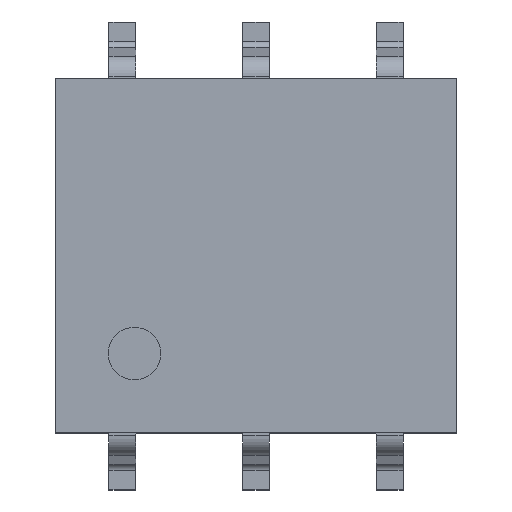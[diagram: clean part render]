
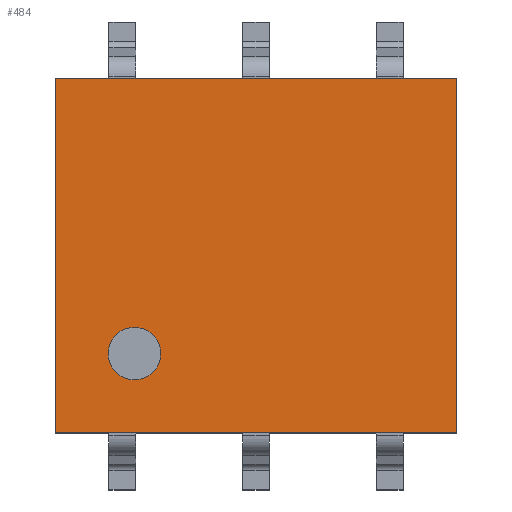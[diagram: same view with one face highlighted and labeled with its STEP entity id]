
A CAD part, top view. The second image highlights one B-rep face of the part: STEP entity #484.
In plain terms, the highlighted planar face has unit normal (0, 0, 1).
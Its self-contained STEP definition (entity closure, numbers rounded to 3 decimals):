
#35 = VERTEX_POINT('',#36);
#36 = CARTESIAN_POINT('',(-2.31,-2.365,5.74));
#42 = EDGE_CURVE('',#43,#35,#45,.T.);
#43 = VERTEX_POINT('',#44);
#44 = CARTESIAN_POINT('',(-2.31,-1.365,5.74));
#45 = CIRCLE('',#46,0.5);
#46 = AXIS2_PLACEMENT_3D('',#47,#48,#49);
#47 = CARTESIAN_POINT('',(-2.31,-1.865,5.74));
#48 = DIRECTION('',(0.,0.,1.));
#49 = DIRECTION('',(0.,-1.,0.));
#109 = VERTEX_POINT('',#110);
#110 = CARTESIAN_POINT('',(3.81,3.365,5.74));
#159 = VERTEX_POINT('',#160);
#160 = CARTESIAN_POINT('',(-3.81,3.365,5.74));
#166 = EDGE_CURVE('',#109,#159,#167,.T.);
#167 = LINE('',#168,#169);
#168 = CARTESIAN_POINT('',(-3.81,3.365,5.74));
#169 = VECTOR('',#170,1.);
#170 = DIRECTION('',(-1.,0.,0.));
#280 = VERTEX_POINT('',#281);
#281 = CARTESIAN_POINT('',(3.81,-3.365,5.74));
#296 = EDGE_CURVE('',#280,#109,#297,.T.);
#297 = LINE('',#298,#299);
#298 = CARTESIAN_POINT('',(3.81,-3.365,5.74));
#299 = VECTOR('',#300,1.);
#300 = DIRECTION('',(0.,1.,0.));
#320 = VERTEX_POINT('',#321);
#321 = CARTESIAN_POINT('',(-3.81,-3.365,5.74));
#327 = EDGE_CURVE('',#159,#320,#328,.T.);
#328 = LINE('',#329,#330);
#329 = CARTESIAN_POINT('',(-3.81,-3.365,5.74));
#330 = VECTOR('',#331,1.);
#331 = DIRECTION('',(0.,-1.,0.));
#474 = EDGE_CURVE('',#320,#280,#475,.T.);
#475 = LINE('',#476,#477);
#476 = CARTESIAN_POINT('',(-3.81,-3.365,5.74));
#477 = VECTOR('',#478,1.);
#478 = DIRECTION('',(1.,0.,0.));
#484 = ADVANCED_FACE('',(#485,#495),#501,.F.);
#485 = FACE_BOUND('',#486,.T.);
#486 = EDGE_LOOP('',(#487,#494));
#487 = ORIENTED_EDGE('',*,*,#488,.F.);
#488 = EDGE_CURVE('',#35,#43,#489,.T.);
#489 = CIRCLE('',#490,0.5);
#490 = AXIS2_PLACEMENT_3D('',#491,#492,#493);
#491 = CARTESIAN_POINT('',(-2.31,-1.865,5.74));
#492 = DIRECTION('',(0.,0.,1.));
#493 = DIRECTION('',(0.,-1.,0.));
#494 = ORIENTED_EDGE('',*,*,#42,.F.);
#495 = FACE_BOUND('',#496,.T.);
#496 = EDGE_LOOP('',(#497,#498,#499,#500));
#497 = ORIENTED_EDGE('',*,*,#296,.T.);
#498 = ORIENTED_EDGE('',*,*,#166,.T.);
#499 = ORIENTED_EDGE('',*,*,#327,.T.);
#500 = ORIENTED_EDGE('',*,*,#474,.T.);
#501 = PLANE('',#502);
#502 = AXIS2_PLACEMENT_3D('',#503,#504,#505);
#503 = CARTESIAN_POINT('',(0.,0.,
    5.74));
#504 = DIRECTION('',(0.,0.,-1.));
#505 = DIRECTION('',(0.,1.,0.));
